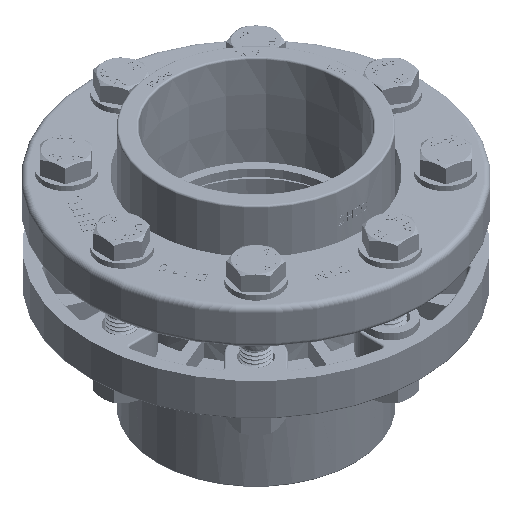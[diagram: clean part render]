
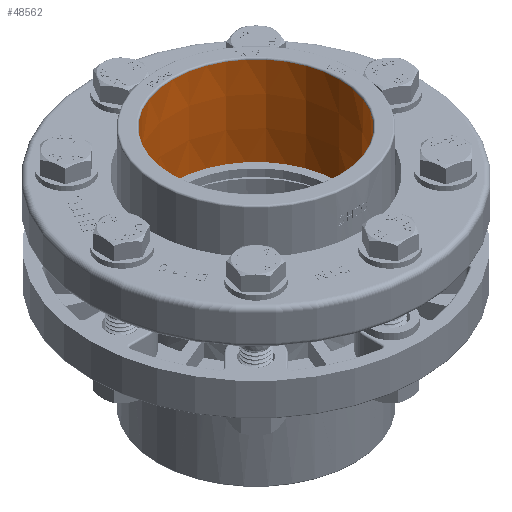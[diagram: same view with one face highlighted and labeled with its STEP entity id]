
A CAD part, isometric view. The second image highlights one B-rep face of the part: STEP entity #48562.
In plain terms, the highlighted conical face has half-angle 0.336 degrees and reference radius 54.95 mm.
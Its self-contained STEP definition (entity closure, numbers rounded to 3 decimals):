
#1380=CONICAL_SURFACE('',#51598,54.95,0.006);
#2205=LINE('',#65751,#6013);
#6013=VECTOR('',#54925,54.95);
#12588=FACE_OUTER_BOUND('',#15480,.T.);
#15480=EDGE_LOOP('',(#32436,#32437,#32438,#32439));
#18624=CIRCLE('',#51597,54.95);
#18625=CIRCLE('',#51599,55.294);
#19748=VERTEX_POINT('',#65747);
#19749=VERTEX_POINT('',#65750);
#24784=EDGE_CURVE('',#19748,#19748,#18624,.T.);
#24785=EDGE_CURVE('',#19748,#19749,#2205,.T.);
#24786=EDGE_CURVE('',#19749,#19749,#18625,.T.);
#32436=ORIENTED_EDGE('',*,*,#24784,.T.);
#32437=ORIENTED_EDGE('',*,*,#24785,.T.);
#32438=ORIENTED_EDGE('',*,*,#24786,.T.);
#32439=ORIENTED_EDGE('',*,*,#24785,.F.);
#48562=ADVANCED_FACE('',(#12588),#1380,.F.);
#51597=AXIS2_PLACEMENT_3D('',#65748,#54921,#54922);
#51598=AXIS2_PLACEMENT_3D('',#65749,#54923,#54924);
#51599=AXIS2_PLACEMENT_3D('',#65752,#54926,#54927);
#54921=DIRECTION('center_axis',(0.,0.,-1.));
#54922=DIRECTION('ref_axis',(1.,0.,0.));
#54923=DIRECTION('center_axis',(0.,0.,1.));
#54924=DIRECTION('ref_axis',(1.,0.,0.));
#54925=DIRECTION('',(-0.006,0.,1.));
#54926=DIRECTION('center_axis',(0.,0.,1.));
#54927=DIRECTION('ref_axis',(-1.,0.,0.));
#65747=CARTESIAN_POINT('',(-54.95,0.,10.3));
#65748=CARTESIAN_POINT('Origin',(0.,0.,10.3));
#65749=CARTESIAN_POINT('Origin',(0.,0.,10.3));
#65750=CARTESIAN_POINT('',(-55.294,0.,69.006));
#65751=CARTESIAN_POINT('',(-54.95,0.,10.3));
#65752=CARTESIAN_POINT('Origin',(0.,0.,69.006));
